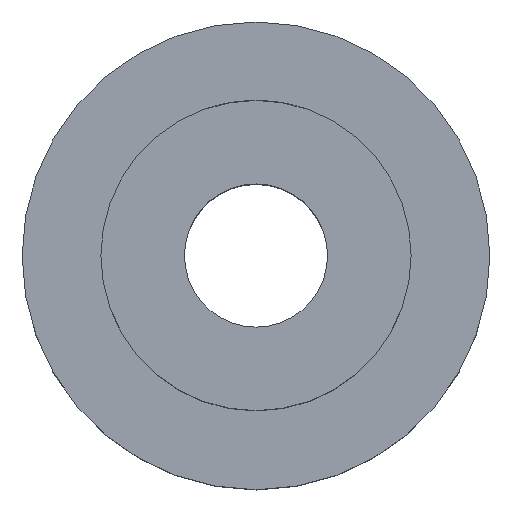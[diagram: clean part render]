
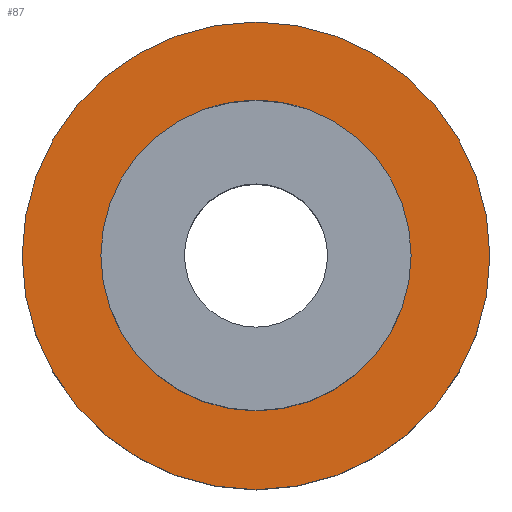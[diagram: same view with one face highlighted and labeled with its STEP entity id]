
A CAD part, top view. The second image highlights one B-rep face of the part: STEP entity #87.
In plain terms, the highlighted planar face has unit normal (0, 0, 1).
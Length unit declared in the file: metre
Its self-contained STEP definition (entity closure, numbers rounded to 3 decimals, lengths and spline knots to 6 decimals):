
#87 = ADVANCED_FACE( 'NONE', ( #180, #181 ), #182, .T. );
#180 = FACE_OUTER_BOUND( '', #620, .T. );
#181 = FACE_BOUND( '', #621, .T. );
#182 = PLANE( '', #622 );
#620 = EDGE_LOOP( '', ( #853 ) );
#621 = EDGE_LOOP( '', ( #854 ) );
#622 = AXIS2_PLACEMENT_3D( '', #855, #856, #857 );
#853 = ORIENTED_EDGE( '', *, *, #939, .F. );
#854 = ORIENTED_EDGE( '', *, *, #876, .F. );
#855 = CARTESIAN_POINT( '', ( 0., 0., -0.008 ) );
#856 = DIRECTION( '', ( 0., 0., 1. ) );
#857 = DIRECTION( '', ( 1., 0., 0. ) );
#876 = EDGE_CURVE( 'NONE', #986, #986, #987, .T. );
#939 = EDGE_CURVE( 'NONE', #1102, #1102, #1103, .T. );
#986 = VERTEX_POINT( '', #1168 );
#987 = CIRCLE( '', #1169, 0.0065 );
#1102 = VERTEX_POINT( '', #1808 );
#1103 = CIRCLE( '', #1809, 0.009801 );
#1168 = CARTESIAN_POINT( '', ( 0.0065, 0., -0.008 ) );
#1169 = AXIS2_PLACEMENT_3D( '', #2200, #2201, #2202 );
#1808 = CARTESIAN_POINT( '', ( -0.009801, 0., -0.008 ) );
#1809 = AXIS2_PLACEMENT_3D( '', #2221, #2222, #2223 );
#2200 = CARTESIAN_POINT( '', ( 0., 0., -0.008 ) );
#2201 = DIRECTION( '', ( 0., 0., 1. ) );
#2202 = DIRECTION( '', ( 1., 0., 0. ) );
#2221 = CARTESIAN_POINT( '', ( 0., 0., -0.008 ) );
#2222 = DIRECTION( '', ( 0., 0., -1. ) );
#2223 = DIRECTION( '', ( -1., 0., 0. ) );
